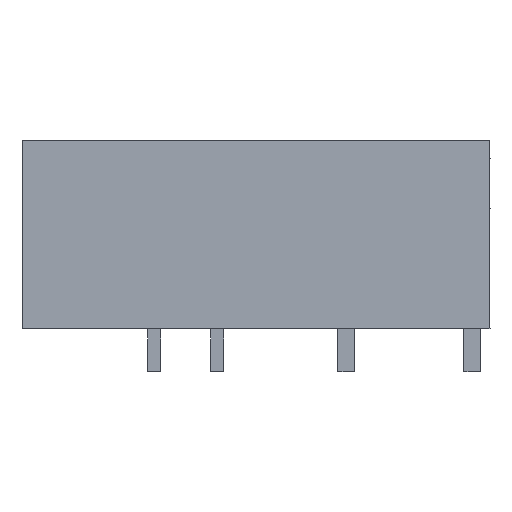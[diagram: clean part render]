
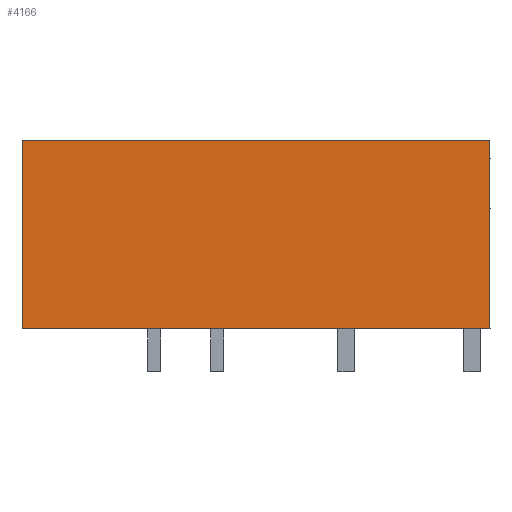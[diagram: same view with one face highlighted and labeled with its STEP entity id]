
A CAD part, left-side view. The second image highlights one B-rep face of the part: STEP entity #4166.
In plain terms, the highlighted planar face has unit normal (-1, 0, 0).
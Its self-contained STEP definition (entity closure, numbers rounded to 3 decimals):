
#4153=AXIS2_PLACEMENT_3D('Plane Axis2P3D',#4150,#4151,#4152) ;
#1460=CARTESIAN_POINT('Vertex',(0.,0.,14.)) ;
#1463=CARTESIAN_POINT('Line Origine',(0.,0.,8.3)) ;
#1467=CARTESIAN_POINT('Vertex',(0.,0.,2.6)) ;
#1531=CARTESIAN_POINT('Line Origine',(0.,14.15,2.6)) ;
#1535=CARTESIAN_POINT('Vertex',(0.,28.3,2.6)) ;
#3614=CARTESIAN_POINT('Line Origine',(0.,28.3,8.3)) ;
#3618=CARTESIAN_POINT('Vertex',(0.,28.3,14.)) ;
#4150=CARTESIAN_POINT('Axis2P3D Location',(0.,0.,17.5)) ;
#4155=CARTESIAN_POINT('Line Origine',(0.,14.15,14.)) ;
#1464=DIRECTION('Vector Direction',(0.,0.,-1.)) ;
#1532=DIRECTION('Vector Direction',(0.,-1.,0.)) ;
#3615=DIRECTION('Vector Direction',(0.,0.,1.)) ;
#4151=DIRECTION('Axis2P3D Direction',(-1.,0.,0.)) ;
#4152=DIRECTION('Axis2P3D XDirection',(0.,1.,0.)) ;
#4156=DIRECTION('Vector Direction',(0.,-1.,0.)) ;
#1465=VECTOR('Line Direction',#1464,1.) ;
#1533=VECTOR('Line Direction',#1532,1.) ;
#3616=VECTOR('Line Direction',#3615,1.) ;
#4157=VECTOR('Line Direction',#4156,1.) ;
#4161=ORIENTED_EDGE('',*,*,#4159,.F.) ;
#4162=ORIENTED_EDGE('',*,*,#3620,.F.) ;
#4163=ORIENTED_EDGE('',*,*,#1537,.T.) ;
#4164=ORIENTED_EDGE('',*,*,#1469,.T.) ;
#4166=ADVANCED_FACE('model',(#4165),#4154,.T.) ;
#1469=EDGE_CURVE('',#1468,#1461,#1466,.F.) ;
#1537=EDGE_CURVE('',#1536,#1468,#1534,.T.) ;
#3620=EDGE_CURVE('',#1536,#3619,#3617,.T.) ;
#4159=EDGE_CURVE('',#3619,#1461,#4158,.T.) ;
#4160=EDGE_LOOP('',(#4161,#4162,#4163,#4164)) ;
#4165=FACE_OUTER_BOUND('',#4160,.T.) ;
#1466=LINE('Line',#1463,#1465) ;
#1534=LINE('Line',#1531,#1533) ;
#3617=LINE('Line',#3614,#3616) ;
#4158=LINE('Line',#4155,#4157) ;
#4154=PLANE('',#4153) ;
#1461=VERTEX_POINT('',#1460) ;
#1468=VERTEX_POINT('',#1467) ;
#1536=VERTEX_POINT('',#1535) ;
#3619=VERTEX_POINT('',#3618) ;
